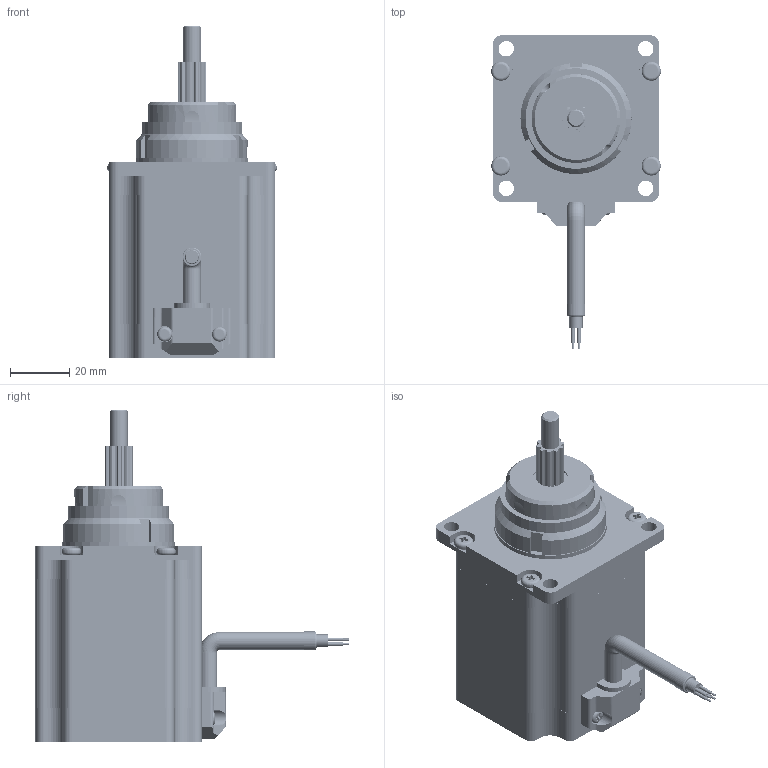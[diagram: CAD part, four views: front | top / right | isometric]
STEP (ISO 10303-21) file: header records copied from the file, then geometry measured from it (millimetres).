
FILE_DESCRIPTION (( 'STEP AP214' ), '1' );
FILE_NAME ('57NC265-T5.08-4-04-12.7-001.STEP', '2024-11-27T07:08:45', ( 'MM' ), ( 'Microsoft' ), 'SwSTEP 2.0', 'SolidWorks 2024', '' );
FILE_SCHEMA (( 'AUTOMOTIVE_DESIGN' ));
Length unit declared in the file: millimetre
Products named in the file (26): 57NC265-T5.08-4-04-12.7-001; 07-57-009（57固定轴丝杆-12.7）_03-57-004-7; 07-57-009（57固定轴铝套-12.7）_08-35-006-5; 11-57-003（M3-61配57-65）; 06-57-015（贯通65电机轴）_01-57-011-1; 08-57-001（57直线电机磁钢）_07-28-001-2; 07-57-003（57固定轴注塑螺母）; 01-57-001（57直线前盖φ30）_04-57-001-1; 01-57-010（57直线后盖φ30有孔电缆线）_04-57-002-2; 10-60-005轴套φ17H3.8; 02-57-65直接出线; 07-57-002（57固定轴锁紧螺母）; 07-57-007（57固定轴卡簧）; 02-57-43.5_02-57-43.5; 03-57-011贯通65机身; 03-57-8.5-17_10-57-006-10; 07-57-009（57固定轴花键-12.7）_01-57-022-3; 14-57-004（57单孔出线）; 10-57-001直线隔磁片; 02-57-65直线贯通; 13-57-16_13-57-16; 后出轴; 06-57-038（贯通轴注塑塑料）_06-57-034; 09-57-001（φ30Xφ17X7); 11-57-001（M3-6配57和86压线板）; 13-57-26_13-57-26
Assembly tree (34 placements, depth 4):
  57NC265-T5.08-4-04-12.7-001
    02-57-65直线贯通
      01-57-010（57直线后盖φ30有孔电缆线）_04-57-002-2
      01-57-001（57直线前盖φ30）_04-57-001-1
      02-57-65直接出线
        02-57-43.5_02-57-43.5
        13-57-16_13-57-16
        13-57-26_13-57-26
      03-57-011贯通65机身
        06-57-015（贯通65电机轴）_01-57-011-1
        03-57-8.5-17_10-57-006-10  x4
        08-57-001（57直线电机磁钢）_07-28-001-2  x2
        10-57-001直线隔磁片
      09-57-001（φ30Xφ17X7)  x2
      10-60-005轴套φ17H3.8
      14-57-004（57单孔出线）
      11-57-001（M3-6配57和86压线板）  x2
      11-57-003（M3-61配57-65）  x4
      06-57-038（贯通轴注塑塑料）_06-57-034
    07-57-009（57固定轴铝套-12.7）_08-35-006-5
    07-57-002（57固定轴锁紧螺母）
    07-57-003（57固定轴注塑螺母）
    07-57-009（57固定轴花键-12.7）_01-57-022-3
    07-57-007（57固定轴卡簧）
    07-57-009（57固定轴丝杆-12.7）_03-57-004-7
    后出轴
Bounding box: 57.25 x 105.72 x 112.05 mm (x, y, z)
Volume: 152042.8 mm3; surface area: 137643.1 mm2
Topology: 32 solids, 32 shells, 5763 faces, 16540 edges, 10958 vertices
Faces by surface type: cylinder 3498, plane 2087, cone 96, bspline 52, torus 30
Entity records: 127123 total; most frequent: CARTESIAN_POINT 46409, ORIENTED_EDGE 17248, DIRECTION 16812, EDGE_CURVE 8624, AXIS2_PLACEMENT_3D 5951, VERTEX_POINT 5694, LINE 4910, VECTOR 4910
